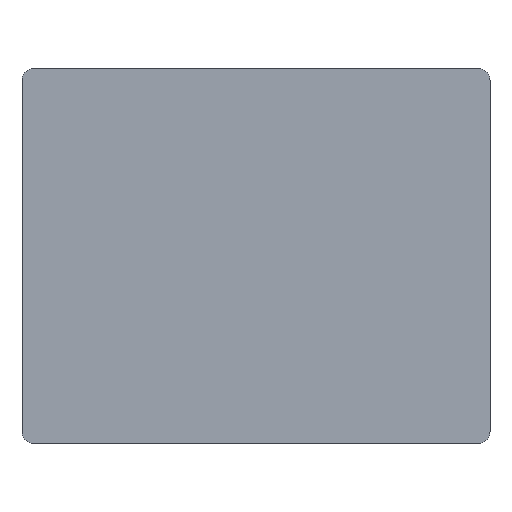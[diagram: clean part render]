
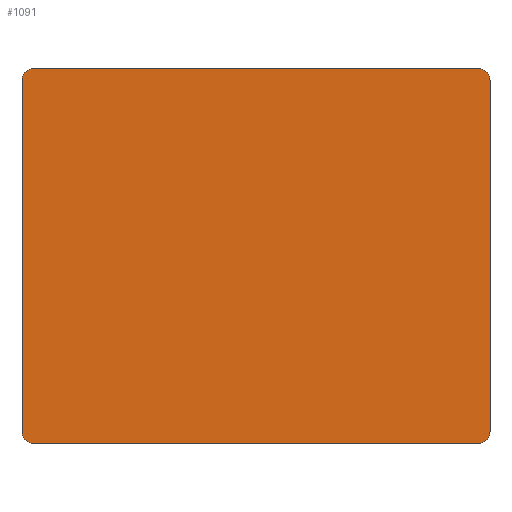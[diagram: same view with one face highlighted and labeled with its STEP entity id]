
A CAD part, front view. The second image highlights one B-rep face of the part: STEP entity #1091.
In plain terms, the highlighted planar face has unit normal (0, -1, 0).
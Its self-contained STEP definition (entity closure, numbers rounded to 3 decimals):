
#59=PLANE('',#1240);
#123=LINE('',#1799,#209);
#128=LINE('',#1813,#214);
#144=LINE('',#1903,#230);
#145=LINE('',#1905,#231);
#209=VECTOR('',#1452,10.);
#214=VECTOR('',#1467,10.);
#230=VECTOR('',#1581,10.);
#231=VECTOR('',#1584,10.);
#318=FACE_OUTER_BOUND('',#386,.T.);
#386=EDGE_LOOP('',(#1021,#1022,#1023,#1024,#1025,#1026,#1027,#1028));
#426=CIRCLE('',#1179,12.5);
#430=CIRCLE('',#1186,12.5);
#431=CIRCLE('',#1188,12.5);
#432=CIRCLE('',#1191,12.5);
#523=VERTEX_POINT('',#1776);
#524=VERTEX_POINT('',#1778);
#531=VERTEX_POINT('',#1798);
#532=VERTEX_POINT('',#1802);
#533=VERTEX_POINT('',#1806);
#534=VERTEX_POINT('',#1808);
#535=VERTEX_POINT('',#1812);
#536=VERTEX_POINT('',#1816);
#656=EDGE_CURVE('',#523,#524,#426,.T.);
#667=EDGE_CURVE('',#524,#531,#123,.T.);
#669=EDGE_CURVE('',#531,#532,#430,.T.);
#672=EDGE_CURVE('',#533,#534,#431,.T.);
#674=EDGE_CURVE('',#534,#535,#128,.T.);
#676=EDGE_CURVE('',#535,#536,#432,.T.);
#715=EDGE_CURVE('',#532,#533,#144,.T.);
#716=EDGE_CURVE('',#536,#523,#145,.T.);
#1021=ORIENTED_EDGE('',*,*,#656,.F.);
#1022=ORIENTED_EDGE('',*,*,#716,.F.);
#1023=ORIENTED_EDGE('',*,*,#676,.F.);
#1024=ORIENTED_EDGE('',*,*,#674,.F.);
#1025=ORIENTED_EDGE('',*,*,#672,.F.);
#1026=ORIENTED_EDGE('',*,*,#715,.F.);
#1027=ORIENTED_EDGE('',*,*,#669,.F.);
#1028=ORIENTED_EDGE('',*,*,#667,.F.);
#1091=ADVANCED_FACE('',(#318),#59,.F.);
#1179=AXIS2_PLACEMENT_3D('',#1779,#1433,#1434);
#1186=AXIS2_PLACEMENT_3D('',#1803,#1456,#1457);
#1188=AXIS2_PLACEMENT_3D('',#1809,#1462,#1463);
#1191=AXIS2_PLACEMENT_3D('',#1817,#1471,#1472);
#1240=AXIS2_PLACEMENT_3D('',#1906,#1585,#1586);
#1433=DIRECTION('center_axis',(0.,1.,0.));
#1434=DIRECTION('ref_axis',(0.707,0.,0.707));
#1452=DIRECTION('',(0.,0.,-1.));
#1456=DIRECTION('center_axis',(0.,1.,0.));
#1457=DIRECTION('ref_axis',(0.707,0.,-0.707));
#1462=DIRECTION('center_axis',(0.,1.,0.));
#1463=DIRECTION('ref_axis',(-0.707,0.,-0.707));
#1467=DIRECTION('',(0.,0.,1.));
#1471=DIRECTION('center_axis',(0.,1.,0.));
#1472=DIRECTION('ref_axis',(-0.707,0.,0.707));
#1581=DIRECTION('',(-1.,0.,0.));
#1584=DIRECTION('',(1.,0.,0.));
#1585=DIRECTION('center_axis',(0.,1.,0.));
#1586=DIRECTION('ref_axis',(0.,0.,1.));
#1776=CARTESIAN_POINT('',(237.5,0.,200.));
#1778=CARTESIAN_POINT('',(250.,0.,187.5));
#1779=CARTESIAN_POINT('Origin',(237.5,0.,187.5));
#1798=CARTESIAN_POINT('',(250.,0.,-187.5));
#1799=CARTESIAN_POINT('',(250.,0.,200.));
#1802=CARTESIAN_POINT('',(237.5,0.,-200.));
#1803=CARTESIAN_POINT('Origin',(237.5,0.,-187.5));
#1806=CARTESIAN_POINT('',(-237.5,0.,-200.));
#1808=CARTESIAN_POINT('',(-250.,0.,-187.5));
#1809=CARTESIAN_POINT('Origin',(-237.5,0.,-187.5));
#1812=CARTESIAN_POINT('',(-250.,0.,187.5));
#1813=CARTESIAN_POINT('',(-250.,0.,-200.));
#1816=CARTESIAN_POINT('',(-237.5,0.,200.));
#1817=CARTESIAN_POINT('Origin',(-237.5,0.,187.5));
#1903=CARTESIAN_POINT('',(250.,0.,-200.));
#1905=CARTESIAN_POINT('',(-250.,0.,200.));
#1906=CARTESIAN_POINT('Origin',(0.,0.,0.));
